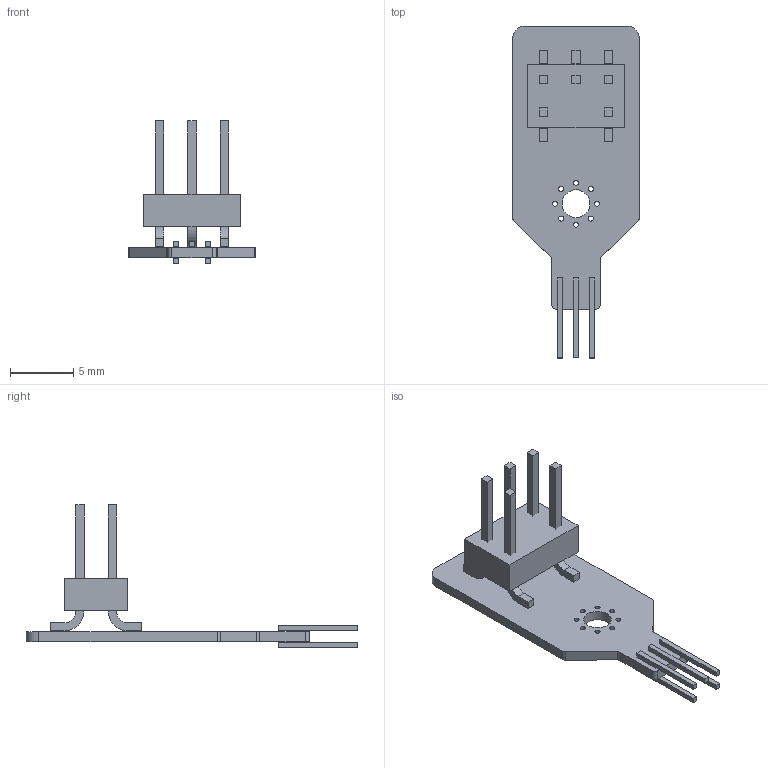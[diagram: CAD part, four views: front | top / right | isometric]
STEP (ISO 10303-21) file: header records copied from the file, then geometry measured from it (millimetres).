
FILE_DESCRIPTION(('KiCad electronic assembly'),'2;1');
FILE_NAME('swd-adapter.step','2021-06-04T21:01:15',('An Author'),( 'A Company'),'Open CASCADE STEP processor 7.5', 'KiCad to STEP converter','Unknown');
FILE_SCHEMA(('AUTOMOTIVE_DESIGN { 1 0 10303 214 1 1 1 1 }'));
Length unit declared in the file: millimetre
Products named in the file (6): Open CASCADE STEP translator 7.5 1; swd_connector_1_27; COMPOUND; swd_connector_2_54
Assembly tree (5 placements, depth 3):
  Open CASCADE STEP translator 7.5 1
    swd_connector_1_27
      COMPOUND
    swd_connector_2_54
      COMPOUND
    COMPOUND
Bounding box: 10 x 26.15 x 11.2 mm (x, y, z)
Volume: 271.8 mm3; surface area: 770.3 mm2
Topology: 12 solids, 12 shells, 113 faces, 267 edges, 178 vertices
Faces by surface type: plane 86, cylinder 27
Full cylindrical faces by diameter (mm): 0.4 x8, 2.2 x1
Entity records: 7044 total; most frequent: CARTESIAN_POINT 1302, DIRECTION 1059, LINE 693, VECTOR 693, ORIENTED_EDGE 534, PCURVE 534, DEFINITIONAL_REPRESENTATION 534, EDGE_CURVE 267
